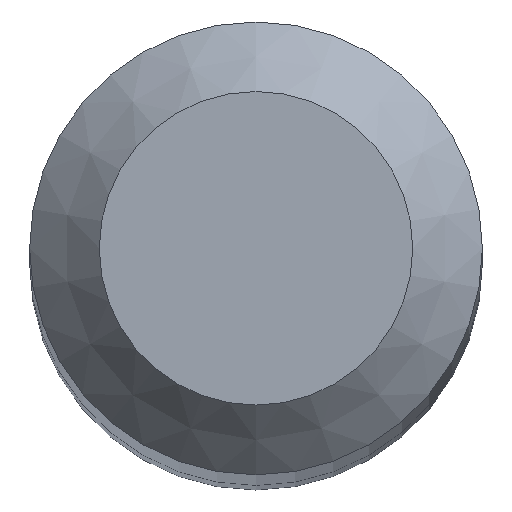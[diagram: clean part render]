
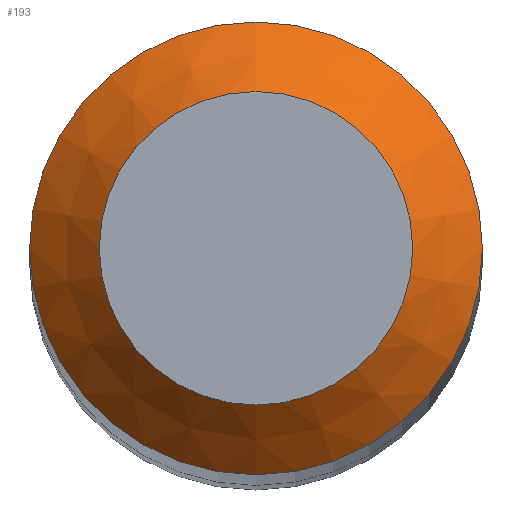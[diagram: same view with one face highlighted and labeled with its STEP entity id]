
A CAD part, top view. The second image highlights one B-rep face of the part: STEP entity #193.
In plain terms, the highlighted conical face has half-angle 45 degrees and reference radius 0.675 mm.
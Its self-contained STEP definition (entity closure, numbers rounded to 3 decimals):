
#2 = CARTESIAN_POINT ( 'NONE',  ( 0., 0., 38. ) ) ;
#11 = FACE_BOUND ( 'NONE', #161, .T. ) ;
#13 = DIRECTION ( 'NONE',  ( 0., 1., 0. ) ) ;
#17 = AXIS2_PLACEMENT_3D ( 'NONE', #2, #117, #132 ) ;
#26 = CARTESIAN_POINT ( 'NONE',  ( 0., 0.975, 37.7 ) ) ;
#54 = ORIENTED_EDGE ( 'NONE', *, *, #173, .T. ) ;
#56 = EDGE_LOOP ( 'NONE', ( #144 ) ) ;
#58 = EDGE_CURVE ( 'NONE', #73, #73, #98, .T. ) ;
#73 = VERTEX_POINT ( 'NONE', #26 ) ;
#82 = AXIS2_PLACEMENT_3D ( 'NONE', #135, #118, #166 ) ;
#98 = CIRCLE ( 'NONE', #82, 0.975 ) ;
#104 = CARTESIAN_POINT ( 'NONE',  ( 0., 0.675, 38. ) ) ;
#117 = DIRECTION ( 'NONE',  ( 0., 0., -1. ) ) ;
#118 = DIRECTION ( 'NONE',  ( 0., 0., -1. ) ) ;
#132 = DIRECTION ( 'NONE',  ( 0., 1., 0. ) ) ;
#133 = VERTEX_POINT ( 'NONE', #104 ) ;
#134 = CARTESIAN_POINT ( 'NONE',  ( 0., 0., 38. ) ) ;
#135 = CARTESIAN_POINT ( 'NONE',  ( 0., 0., 37.7 ) ) ;
#138 = CIRCLE ( 'NONE', #17, 0.675 ) ;
#144 = ORIENTED_EDGE ( 'NONE', *, *, #58, .F. ) ;
#153 = CONICAL_SURFACE ( 'NONE', #183, 0.675, 0.785 ) ;
#161 = EDGE_LOOP ( 'NONE', ( #54 ) ) ;
#165 = FACE_OUTER_BOUND ( 'NONE', #56, .T. ) ;
#166 = DIRECTION ( 'NONE',  ( 0., 1., 0. ) ) ;
#173 = EDGE_CURVE ( 'NONE', #133, #133, #138, .T. ) ;
#183 = AXIS2_PLACEMENT_3D ( 'NONE', #134, #201, #13 ) ;
#193 = ADVANCED_FACE ( 'NONE', ( #165, #11 ), #153, .T. ) ;
#201 = DIRECTION ( 'NONE',  ( 0., 0., -1. ) ) ;
